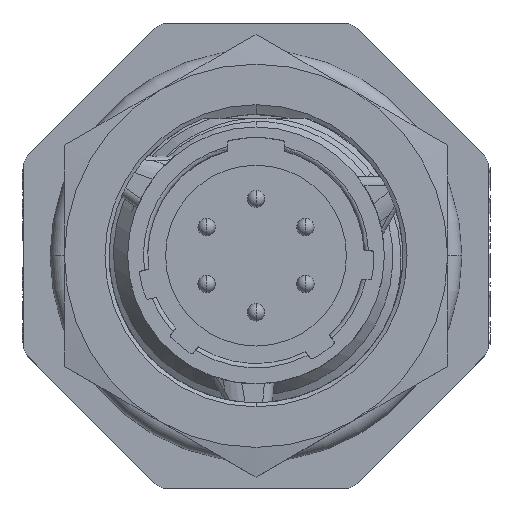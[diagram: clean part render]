
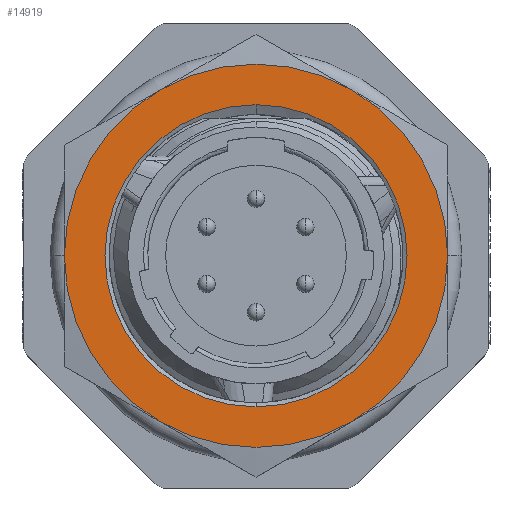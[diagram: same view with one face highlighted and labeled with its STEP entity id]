
A CAD part, top view. The second image highlights one B-rep face of the part: STEP entity #14919.
In plain terms, the highlighted planar face has unit normal (0, 0, 1).
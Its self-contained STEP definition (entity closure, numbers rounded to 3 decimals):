
#5015=CARTESIAN_POINT('',(0.,0.,8.5));
#5016=DIRECTION('',(0.,0.,1.));
#5017=DIRECTION('',(1.,0.,0.));
#5018=AXIS2_PLACEMENT_3D('',#5015,#5016,#5017);
#5020=CARTESIAN_POINT('',(0.,0.,8.5));
#5021=DIRECTION('',(0.,0.,1.));
#5022=DIRECTION('',(0.5,-0.866,0.));
#5023=AXIS2_PLACEMENT_3D('',#5020,#5021,#5022);
#5025=CARTESIAN_POINT('',(0.,0.,8.5));
#5026=DIRECTION('',(0.,0.,1.));
#5027=DIRECTION('',(-0.5,-0.866,0.));
#5028=AXIS2_PLACEMENT_3D('',#5025,#5026,#5027);
#5030=CARTESIAN_POINT('',(0.,0.,8.5));
#5031=DIRECTION('',(0.,0.,1.));
#5032=DIRECTION('',(-1.,0.,0.));
#5033=AXIS2_PLACEMENT_3D('',#5030,#5031,#5032);
#5035=CARTESIAN_POINT('',(0.,0.,8.5));
#5036=DIRECTION('',(0.,0.,1.));
#5037=DIRECTION('',(-0.5,0.866,0.));
#5038=AXIS2_PLACEMENT_3D('',#5035,#5036,#5037);
#5040=CARTESIAN_POINT('',(0.,0.,8.5));
#5041=DIRECTION('',(0.,0.,1.));
#5042=DIRECTION('',(0.5,0.866,0.));
#5043=AXIS2_PLACEMENT_3D('',#5040,#5041,#5042);
#5045=CARTESIAN_POINT('',(0.,0.,8.5));
#5046=DIRECTION('',(0.,0.,-1.));
#5047=DIRECTION('',(0.,1.,0.));
#5048=AXIS2_PLACEMENT_3D('',#5045,#5046,#5047);
#5050=CARTESIAN_POINT('',(0.,0.,8.5));
#5051=DIRECTION('',(0.,0.,-1.));
#5052=DIRECTION('',(0.,-1.,0.));
#5053=AXIS2_PLACEMENT_3D('',#5050,#5051,#5052);
#9172=CARTESIAN_POINT('',(0.,8.77,8.5));
#9173=CARTESIAN_POINT('',(0.,-8.77,8.5));
#9174=VERTEX_POINT('',#9172);
#9175=VERTEX_POINT('',#9173);
#9184=CARTESIAN_POINT('',(11.125,0.,8.5));
#9185=CARTESIAN_POINT('',(5.563,9.635,8.5));
#9186=VERTEX_POINT('',#9184);
#9187=VERTEX_POINT('',#9185);
#9188=CARTESIAN_POINT('',(-5.563,9.635,8.5));
#9189=VERTEX_POINT('',#9188);
#9190=CARTESIAN_POINT('',(-11.125,0.,8.5));
#9191=VERTEX_POINT('',#9190);
#9192=CARTESIAN_POINT('',(-5.563,-9.635,8.5));
#9193=VERTEX_POINT('',#9192);
#9194=CARTESIAN_POINT('',(5.562,-9.635,8.5));
#9195=VERTEX_POINT('',#9194);
#14894=CARTESIAN_POINT('',(0.,0.,8.5));
#14895=DIRECTION('',(0.,0.,1.));
#14896=DIRECTION('',(1.,0.,0.));
#14897=AXIS2_PLACEMENT_3D('',#14894,#14895,#14896);
#14898=PLANE('',#14897);
#14900=ORIENTED_EDGE('',*,*,#14899,.F.);
#14902=ORIENTED_EDGE('',*,*,#14901,.F.);
#14904=ORIENTED_EDGE('',*,*,#14903,.F.);
#14906=ORIENTED_EDGE('',*,*,#14905,.F.);
#14908=ORIENTED_EDGE('',*,*,#14907,.F.);
#14910=ORIENTED_EDGE('',*,*,#14909,.F.);
#14911=EDGE_LOOP('',(#14900,#14902,#14904,#14906,#14908,#14910));
#14912=FACE_OUTER_BOUND('',#14911,.F.);
#14914=ORIENTED_EDGE('',*,*,#14913,.F.);
#14916=ORIENTED_EDGE('',*,*,#14915,.F.);
#14917=EDGE_LOOP('',(#14914,#14916));
#14918=FACE_BOUND('',#14917,.F.);
#14919=ADVANCED_FACE('',(#14912,#14918),#14898,.T.);
#5019=CIRCLE('',#5018,11.125);
#5024=CIRCLE('',#5023,11.125);
#5029=CIRCLE('',#5028,11.125);
#5034=CIRCLE('',#5033,11.125);
#5039=CIRCLE('',#5038,11.125);
#5044=CIRCLE('',#5043,11.125);
#5049=CIRCLE('',#5048,8.77);
#5054=CIRCLE('',#5053,8.77);
#14899=EDGE_CURVE('',#9186,#9187,#5019,.T.);
#14901=EDGE_CURVE('',#9195,#9186,#5024,.T.);
#14903=EDGE_CURVE('',#9193,#9195,#5029,.T.);
#14905=EDGE_CURVE('',#9191,#9193,#5034,.T.);
#14907=EDGE_CURVE('',#9189,#9191,#5039,.T.);
#14909=EDGE_CURVE('',#9187,#9189,#5044,.T.);
#14913=EDGE_CURVE('',#9174,#9175,#5049,.T.);
#14915=EDGE_CURVE('',#9175,#9174,#5054,.T.);
